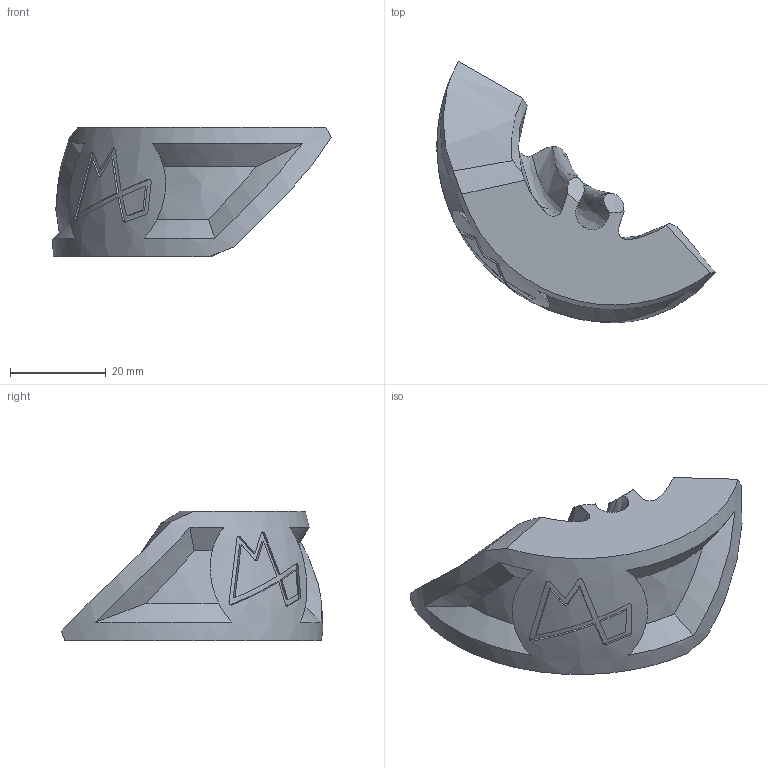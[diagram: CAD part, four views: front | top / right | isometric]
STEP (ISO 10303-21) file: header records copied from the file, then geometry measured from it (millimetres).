
FILE_DESCRIPTION(/* description */ (''),/* implementation_level */ '2;1');
FILE_NAME(/* name */ 'Maker''s Muse/Footage/2020/Easter Egg 2020/Final Puzzle Egg/Step Files/Logo Insert.step',/* time_stamp */ '2020-04-02T00:36:48+11:00',/* author */ (''),/* organization */ (''),/* preprocessor_version */ 'ST-DEVELOPER v18',/* originating_system */ 'Autodesk Translation Framework v8.12.0.6',/* authorisation */ '');
FILE_SCHEMA (('AUTOMOTIVE_DESIGN { 1 0 10303 214 3 1 1 }'));
Length unit declared in the file: millimetre
Products named in the file (1): Middle Insert
Bounding box: 58.16 x 54.59 x 27.13 mm (x, y, z)
Volume: 24791.1 mm3; surface area: 7308.1 mm2
Topology: 1 solids, 1 shells, 75 faces, 204 edges, 136 vertices
Faces by surface type: bspline 51, plane 20, cone 4
Entity records: 4992 total; most frequent: CARTESIAN_POINT 3553, ORIENTED_EDGE 408, EDGE_CURVE 204, B_SPLINE_CURVE_WITH_KNOTS 167, VERTEX_POINT 136, DIRECTION 91, EDGE_LOOP 80, FACE_OUTER_BOUND 75
